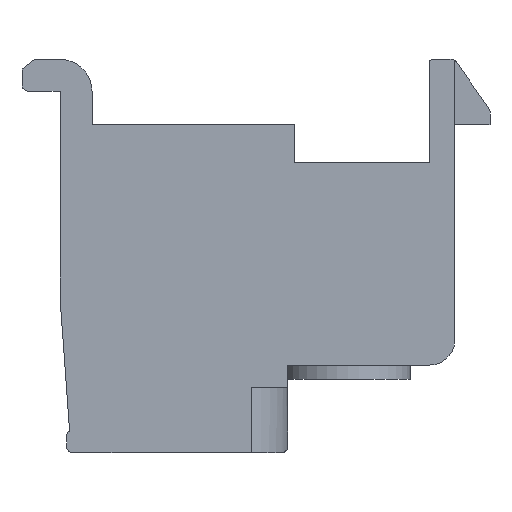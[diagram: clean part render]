
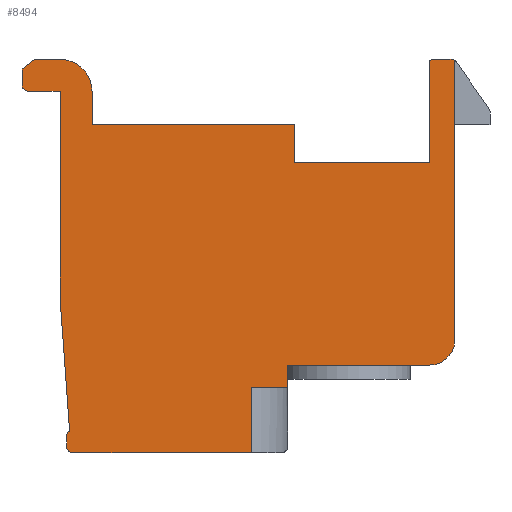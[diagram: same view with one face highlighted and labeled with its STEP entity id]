
A CAD part, front view. The second image highlights one B-rep face of the part: STEP entity #8494.
In plain terms, the highlighted planar face has unit normal (0, -1, 0).
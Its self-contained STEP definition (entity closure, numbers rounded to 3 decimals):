
#1=CARTESIAN_POINT('',(5.45,0.,-2.625));
#2=DIRECTION('',(0.,1.,0.));
#3=DIRECTION('',(1.,0.,0.));
#4=AXIS2_PLACEMENT_3D('',#1,#2,#3);
#6=DIRECTION('',(-1.,0.,0.));
#7=VECTOR('',#6,4.45);
#8=CARTESIAN_POINT('',(5.45,0.,-3.425));
#9=LINE('',#8,#7);
#10=DIRECTION('',(0.,0.,-1.));
#11=VECTOR('',#10,0.7);
#12=CARTESIAN_POINT('',(1.,0.,-3.425));
#13=LINE('',#12,#11);
#14=DIRECTION('',(1.,0.,0.));
#15=VECTOR('',#14,1.15);
#16=CARTESIAN_POINT('',(-0.15,0.,-4.125));
#17=LINE('',#16,#15);
#18=DIRECTION('',(0.,0.,1.));
#19=VECTOR('',#18,2.05);
#20=CARTESIAN_POINT('',(-0.15,0.,-6.175));
#21=LINE('',#20,#19);
#22=DIRECTION('',(-1.,0.,0.));
#23=VECTOR('',#22,5.6);
#24=CARTESIAN_POINT('',(-0.15,0.,-6.175));
#25=LINE('',#24,#23);
#26=CARTESIAN_POINT('',(-5.75,0.,-5.975));
#27=DIRECTION('',(0.,1.,0.));
#28=DIRECTION('',(0.,0.,-1.));
#29=AXIS2_PLACEMENT_3D('',#26,#27,#28);
#31=DIRECTION('',(0.,0.,1.));
#32=VECTOR('',#31,0.3);
#33=CARTESIAN_POINT('',(-5.95,0.,-5.975));
#34=LINE('',#33,#32);
#35=CARTESIAN_POINT('',(-5.75,0.,-5.675));
#36=DIRECTION('',(0.,1.,0.));
#37=DIRECTION('',(-1.,0.,0.));
#38=AXIS2_PLACEMENT_3D('',#35,#36,#37);
#40=DIRECTION('',(-0.072,0.,0.997));
#41=VECTOR('',#40,4.13);
#42=CARTESIAN_POINT('',(-5.854,0.,-5.504));
#43=LINE('',#42,#41);
#44=DIRECTION('',(0.,0.,1.));
#45=VECTOR('',#44,6.56);
#46=CARTESIAN_POINT('',(-6.15,0.,-1.385));
#47=LINE('',#46,#45);
#48=DIRECTION('',(-1.,0.,0.));
#49=VECTOR('',#48,1.);
#50=CARTESIAN_POINT('',(-6.15,0.,5.175));
#51=LINE('',#50,#49);
#52=CARTESIAN_POINT('',(-7.15,0.,5.375));
#53=DIRECTION('',(0.,1.,0.));
#54=DIRECTION('',(0.,0.,-1.));
#55=AXIS2_PLACEMENT_3D('',#52,#53,#54);
#57=DIRECTION('',(0.,0.,1.));
#58=VECTOR('',#57,0.5);
#59=CARTESIAN_POINT('',(-7.35,0.,5.375));
#60=LINE('',#59,#58);
#61=DIRECTION('',(0.785,0.,0.619));
#62=VECTOR('',#61,0.485);
#63=CARTESIAN_POINT('',(-7.35,0.,5.875));
#64=LINE('',#63,#62);
#65=DIRECTION('',(1.,0.,0.));
#66=VECTOR('',#65,0.819);
#67=CARTESIAN_POINT('',(-6.969,0.,6.175));
#68=LINE('',#67,#66);
#69=CARTESIAN_POINT('',(-6.15,0.,5.175));
#70=DIRECTION('',(0.,1.,0.));
#71=DIRECTION('',(0.,0.,1.));
#72=AXIS2_PLACEMENT_3D('',#69,#70,#71);
#74=DIRECTION('',(0.,0.,-1.));
#75=VECTOR('',#74,1.05);
#76=CARTESIAN_POINT('',(-5.15,0.,5.175));
#77=LINE('',#76,#75);
#78=DIRECTION('',(1.,0.,0.));
#79=VECTOR('',#78,6.35);
#80=CARTESIAN_POINT('',(-5.15,0.,4.125));
#81=LINE('',#80,#79);
#82=DIRECTION('',(0.,0.,-1.));
#83=VECTOR('',#82,1.2);
#84=CARTESIAN_POINT('',(1.2,0.,4.125));
#85=LINE('',#84,#83);
#86=DIRECTION('',(1.,0.,0.));
#87=VECTOR('',#86,4.25);
#88=CARTESIAN_POINT('',(1.2,0.,2.925));
#89=LINE('',#88,#87);
#90=DIRECTION('',(0.,0.,1.));
#91=VECTOR('',#90,3.213);
#92=CARTESIAN_POINT('',(5.45,0.,2.925));
#93=LINE('',#92,#91);
#94=CARTESIAN_POINT('',(5.565,0.,5.975));
#95=DIRECTION('',(0.,1.,0.));
#96=DIRECTION('',(-0.577,0.,0.816));
#97=AXIS2_PLACEMENT_3D('',#94,#95,#96);
#99=DIRECTION('',(1.,0.,0.));
#100=VECTOR('',#99,0.626);
#101=CARTESIAN_POINT('',(5.565,0.,6.175));
#102=LINE('',#101,#100);
#103=CARTESIAN_POINT('',(6.127,0.,5.986));
#104=DIRECTION('',(0.,1.,0.));
#105=DIRECTION('',(0.32,0.,0.947));
#106=AXIS2_PLACEMENT_3D('',#103,#104,#105);
#116=DIRECTION('',(0.,0.,1.));
#117=VECTOR('',#116,8.768);
#118=CARTESIAN_POINT('',(6.25,0.,-2.625));
#119=LINE('',#118,#117);
#6474=CARTESIAN_POINT('',(6.25,0.,-2.625));
#6475=CARTESIAN_POINT('',(5.45,0.,-3.425));
#6476=VERTEX_POINT('',#6474);
#6477=VERTEX_POINT('',#6475);
#6478=CARTESIAN_POINT('',(1.,0.,-3.425));
#6479=VERTEX_POINT('',#6478);
#6480=CARTESIAN_POINT('',(-5.75,0.,-6.175));
#6481=CARTESIAN_POINT('',(-5.95,0.,-5.975));
#6482=VERTEX_POINT('',#6480);
#6483=VERTEX_POINT('',#6481);
#6484=CARTESIAN_POINT('',(-5.95,0.,-5.675));
#6485=VERTEX_POINT('',#6484);
#6486=CARTESIAN_POINT('',(-5.854,0.,-5.504));
#6487=VERTEX_POINT('',#6486);
#6488=CARTESIAN_POINT('',(-6.15,0.,-1.385));
#6489=VERTEX_POINT('',#6488);
#6490=CARTESIAN_POINT('',(-6.15,0.,5.175));
#6491=VERTEX_POINT('',#6490);
#6492=CARTESIAN_POINT('',(-7.15,0.,5.175));
#6493=VERTEX_POINT('',#6492);
#6494=CARTESIAN_POINT('',(-7.35,0.,5.375));
#6495=VERTEX_POINT('',#6494);
#6496=CARTESIAN_POINT('',(-7.35,0.,5.875));
#6497=VERTEX_POINT('',#6496);
#6498=CARTESIAN_POINT('',(-6.969,0.,6.175));
#6499=VERTEX_POINT('',#6498);
#6500=CARTESIAN_POINT('',(-6.15,0.,6.175));
#6501=VERTEX_POINT('',#6500);
#6502=CARTESIAN_POINT('',(-5.15,0.,5.175));
#6503=VERTEX_POINT('',#6502);
#6504=CARTESIAN_POINT('',(-5.15,0.,4.125));
#6505=VERTEX_POINT('',#6504);
#6506=CARTESIAN_POINT('',(1.2,0.,4.125));
#6507=VERTEX_POINT('',#6506);
#6508=CARTESIAN_POINT('',(1.2,0.,2.925));
#6509=VERTEX_POINT('',#6508);
#6510=CARTESIAN_POINT('',(5.45,0.,2.925));
#6511=VERTEX_POINT('',#6510);
#6512=CARTESIAN_POINT('',(5.45,0.,6.138));
#6513=VERTEX_POINT('',#6512);
#6514=CARTESIAN_POINT('',(5.565,0.,6.175));
#6515=VERTEX_POINT('',#6514);
#6516=CARTESIAN_POINT('',(6.191,0.,6.175));
#6517=VERTEX_POINT('',#6516);
#7118=CARTESIAN_POINT('',(-0.15,0.,-6.175));
#7119=CARTESIAN_POINT('',(-0.15,0.,-4.125));
#7120=VERTEX_POINT('',#7118);
#7121=VERTEX_POINT('',#7119);
#7122=CARTESIAN_POINT('',(1.,0.,-4.125));
#7123=VERTEX_POINT('',#7122);
#7142=CARTESIAN_POINT('',(6.25,0.,6.143));
#7144=VERTEX_POINT('',#7142);
#8435=CARTESIAN_POINT('',(0.,0.,0.));
#8436=DIRECTION('',(0.,1.,0.));
#8437=DIRECTION('',(1.,0.,0.));
#8438=AXIS2_PLACEMENT_3D('',#8435,#8436,#8437);
#8439=PLANE('',#8438);
#8441=ORIENTED_EDGE('',*,*,#8440,.F.);
#8443=ORIENTED_EDGE('',*,*,#8442,.T.);
#8445=ORIENTED_EDGE('',*,*,#8444,.T.);
#8447=ORIENTED_EDGE('',*,*,#8446,.T.);
#8449=ORIENTED_EDGE('',*,*,#8448,.F.);
#8451=ORIENTED_EDGE('',*,*,#8450,.F.);
#8453=ORIENTED_EDGE('',*,*,#8452,.T.);
#8455=ORIENTED_EDGE('',*,*,#8454,.T.);
#8457=ORIENTED_EDGE('',*,*,#8456,.T.);
#8459=ORIENTED_EDGE('',*,*,#8458,.T.);
#8461=ORIENTED_EDGE('',*,*,#8460,.T.);
#8463=ORIENTED_EDGE('',*,*,#8462,.T.);
#8465=ORIENTED_EDGE('',*,*,#8464,.T.);
#8467=ORIENTED_EDGE('',*,*,#8466,.T.);
#8469=ORIENTED_EDGE('',*,*,#8468,.T.);
#8471=ORIENTED_EDGE('',*,*,#8470,.T.);
#8473=ORIENTED_EDGE('',*,*,#8472,.T.);
#8475=ORIENTED_EDGE('',*,*,#8474,.T.);
#8477=ORIENTED_EDGE('',*,*,#8476,.T.);
#8479=ORIENTED_EDGE('',*,*,#8478,.T.);
#8481=ORIENTED_EDGE('',*,*,#8480,.T.);
#8483=ORIENTED_EDGE('',*,*,#8482,.T.);
#8485=ORIENTED_EDGE('',*,*,#8484,.T.);
#8487=ORIENTED_EDGE('',*,*,#8486,.T.);
#8489=ORIENTED_EDGE('',*,*,#8488,.T.);
#8491=ORIENTED_EDGE('',*,*,#8490,.T.);
#8492=EDGE_LOOP('',(#8441,#8443,#8445,#8447,#8449,#8451,#8453,#8455,#8457,#8459,
#8461,#8463,#8465,#8467,#8469,#8471,#8473,#8475,#8477,#8479,#8481,#8483,#8485,
#8487,#8489,#8491));
#8493=FACE_OUTER_BOUND('',#8492,.F.);
#8494=ADVANCED_FACE('',(#8493),#8439,.F.);
#5=CIRCLE('',#4,0.8);
#30=CIRCLE('',#29,0.2);
#39=CIRCLE('',#38,0.2);
#56=CIRCLE('',#55,0.2);
#73=CIRCLE('',#72,1.);
#98=CIRCLE('',#97,0.2);
#107=CIRCLE('',#106,0.2);
#8440=EDGE_CURVE('',#6476,#7144,#119,.T.);
#8442=EDGE_CURVE('',#6476,#6477,#5,.T.);
#8444=EDGE_CURVE('',#6477,#6479,#9,.T.);
#8446=EDGE_CURVE('',#6479,#7123,#13,.T.);
#8448=EDGE_CURVE('',#7121,#7123,#17,.T.);
#8450=EDGE_CURVE('',#7120,#7121,#21,.T.);
#8452=EDGE_CURVE('',#7120,#6482,#25,.T.);
#8454=EDGE_CURVE('',#6482,#6483,#30,.T.);
#8456=EDGE_CURVE('',#6483,#6485,#34,.T.);
#8458=EDGE_CURVE('',#6485,#6487,#39,.T.);
#8460=EDGE_CURVE('',#6487,#6489,#43,.T.);
#8462=EDGE_CURVE('',#6489,#6491,#47,.T.);
#8464=EDGE_CURVE('',#6491,#6493,#51,.T.);
#8466=EDGE_CURVE('',#6493,#6495,#56,.T.);
#8468=EDGE_CURVE('',#6495,#6497,#60,.T.);
#8470=EDGE_CURVE('',#6497,#6499,#64,.T.);
#8472=EDGE_CURVE('',#6499,#6501,#68,.T.);
#8474=EDGE_CURVE('',#6501,#6503,#73,.T.);
#8476=EDGE_CURVE('',#6503,#6505,#77,.T.);
#8478=EDGE_CURVE('',#6505,#6507,#81,.T.);
#8480=EDGE_CURVE('',#6507,#6509,#85,.T.);
#8482=EDGE_CURVE('',#6509,#6511,#89,.T.);
#8484=EDGE_CURVE('',#6511,#6513,#93,.T.);
#8486=EDGE_CURVE('',#6513,#6515,#98,.T.);
#8488=EDGE_CURVE('',#6515,#6517,#102,.T.);
#8490=EDGE_CURVE('',#6517,#7144,#107,.T.);
